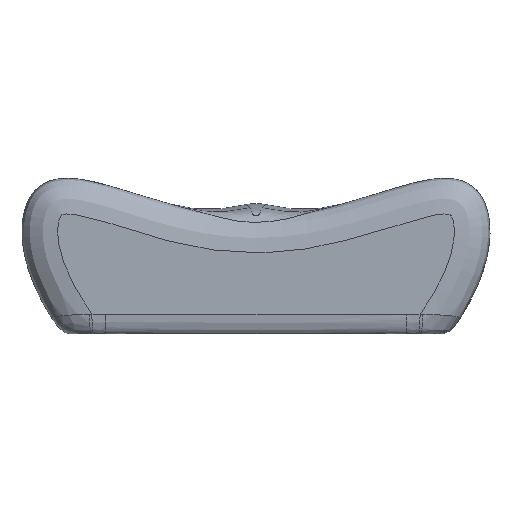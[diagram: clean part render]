
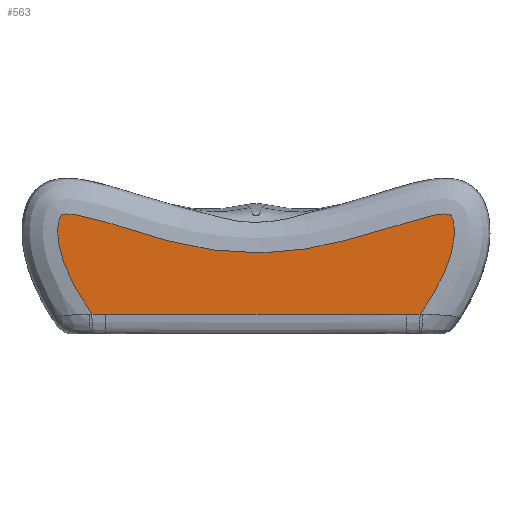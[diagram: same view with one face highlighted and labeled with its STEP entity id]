
A CAD part, left-side view. The second image highlights one B-rep face of the part: STEP entity #563.
In plain terms, the highlighted planar face has unit normal (-1, 0, 0).
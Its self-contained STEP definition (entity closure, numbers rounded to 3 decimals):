
#47=PLANE('',#592);
#84=FACE_OUTER_BOUND('',#121,.T.);
#121=EDGE_LOOP('',(#495,#496,#497,#498));
#141=B_SPLINE_CURVE_WITH_KNOTS('',3,(#1713,#1714,#1715,#1716,#1717,#1718,
#1719,#1720,#1721,#1722,#1723,#1724,#1725,#1726,#1727,#1728,#1729,#1730,
#1731,#1732,#1733,#1734,#1735,#1736,#1737,#1738,#1739,#1740,#1741,#1742,
#1743,#1744,#1745,#1746,#1747,#1748,#1749,#1750,#1751,#1752,#1753,#1754,
#1755,#1756,#1757,#1758,#1759,#1760,#1761,#1762,#1763,#1764,#1765,#1766,
#1767,#1768,#1769,#1770,#1771,#1772,#1773,#1774,#1775,#1776,#1777),
 .UNSPECIFIED.,.F.,.F.,(4,2,1,1,1,1,1,1,1,1,1,1,1,1,1,1,1,1,1,1,1,1,1,1,
1,1,1,1,1,1,1,1,1,1,1,1,1,1,1,1,1,1,1,1,1,1,1,1,1,1,1,1,1,1,1,1,1,1,1,2,
4),(-1.002,-1.,-0.961,-0.922,-0.903,
-0.883,-0.864,-0.844,-0.825,-0.806,
-0.796,-0.786,-0.776,-0.767,
-0.756,-0.744,-0.733,-0.722,
-0.711,-0.7,-0.689,-0.678,-0.667,
-0.656,-0.633,-0.611,-0.589,
-0.567,-0.544,-0.522,-0.5,-0.478,
-0.456,-0.433,-0.411,-0.389,
-0.367,-0.344,-0.333,-0.322,
-0.311,-0.3,-0.289,-0.278,-0.267,
-0.256,-0.244,-0.233,-0.224,
-0.214,-0.204,-0.194,-0.175,-0.156,
-0.136,-0.117,-0.097,-0.078,
-0.039,0.,0.002),.UNSPECIFIED.);
#168=B_SPLINE_CURVE_WITH_KNOTS('',3,(#2539,#2540,#2541,#2542),
 .UNSPECIFIED.,.F.,.F.,(4,4),(-2.469,-0.531),
 .UNSPECIFIED.);
#177=B_SPLINE_CURVE_WITH_KNOTS('',3,(#2769,#2770,#2771,#2772),
 .UNSPECIFIED.,.F.,.F.,(4,4),(-0.089,0.),
 .UNSPECIFIED.);
#185=B_SPLINE_CURVE_WITH_KNOTS('',3,(#2895,#2896,#2897,#2898),
 .UNSPECIFIED.,.F.,.F.,(4,4),(-0.279,-0.22),
 .UNSPECIFIED.);
#212=VERTEX_POINT('',#1706);
#213=VERTEX_POINT('',#1712);
#239=VERTEX_POINT('',#2530);
#240=VERTEX_POINT('',#2538);
#272=EDGE_CURVE('',#212,#213,#141,.T.);
#311=EDGE_CURVE('',#239,#240,#168,.T.);
#320=EDGE_CURVE('',#213,#239,#177,.T.);
#328=EDGE_CURVE('',#240,#212,#185,.T.);
#495=ORIENTED_EDGE('',*,*,#320,.F.);
#496=ORIENTED_EDGE('',*,*,#272,.F.);
#497=ORIENTED_EDGE('',*,*,#328,.F.);
#498=ORIENTED_EDGE('',*,*,#311,.F.);
#563=ADVANCED_FACE('',(#84),#47,.F.);
#592=AXIS2_PLACEMENT_3D('',#3469,#633,#634);
#633=DIRECTION('center_axis',(1.,0.,0.));
#634=DIRECTION('ref_axis',(0.,1.,0.));
#1706=CARTESIAN_POINT('',(0.,10.566,1.248));
#1712=CARTESIAN_POINT('',(0.,-10.566,1.248));
#1713=CARTESIAN_POINT('Ctrl Pts',(0.,10.566,1.248));
#1714=CARTESIAN_POINT('Ctrl Pts',(0.,10.584,1.274));
#1715=CARTESIAN_POINT('Ctrl Pts',(0.,10.602,1.299));
#1716=CARTESIAN_POINT('Ctrl Pts',(0.,11.028,1.903));
#1717=CARTESIAN_POINT('Ctrl Pts',(0.,11.72,3.013));
#1718=CARTESIAN_POINT('Ctrl Pts',(0.,12.288,4.268));
#1719=CARTESIAN_POINT('Ctrl Pts',(0.,12.576,5.175));
#1720=CARTESIAN_POINT('Ctrl Pts',(0.,12.713,5.8));
#1721=CARTESIAN_POINT('Ctrl Pts',(0.,12.776,6.36));
#1722=CARTESIAN_POINT('Ctrl Pts',(0.,12.774,6.842));
#1723=CARTESIAN_POINT('Ctrl Pts',(0.,12.72,7.229));
#1724=CARTESIAN_POINT('Ctrl Pts',(0.,12.649,7.454));
#1725=CARTESIAN_POINT('Ctrl Pts',(0.,12.596,7.568));
#1726=CARTESIAN_POINT('Ctrl Pts',(0.,12.563,7.623));
#1727=CARTESIAN_POINT('Ctrl Pts',(0.,12.541,7.651));
#1728=CARTESIAN_POINT('Ctrl Pts',(0.,12.531,7.66));
#1729=CARTESIAN_POINT('Ctrl Pts',(0.,12.53,7.66));
#1730=CARTESIAN_POINT('Ctrl Pts',(0.,12.527,7.662));
#1731=CARTESIAN_POINT('Ctrl Pts',(0.,12.499,7.675));
#1732=CARTESIAN_POINT('Ctrl Pts',(0.,12.421,7.696));
#1733=CARTESIAN_POINT('Ctrl Pts',(0.,12.279,7.713));
#1734=CARTESIAN_POINT('Ctrl Pts',(0.,12.064,7.717));
#1735=CARTESIAN_POINT('Ctrl Pts',(0.,11.776,7.695));
#1736=CARTESIAN_POINT('Ctrl Pts',(0.,11.418,7.642));
#1737=CARTESIAN_POINT('Ctrl Pts',(0.,10.997,7.555));
#1738=CARTESIAN_POINT('Ctrl Pts',(0.,10.358,7.396));
#1739=CARTESIAN_POINT('Ctrl Pts',(0.,9.428,7.121));
#1740=CARTESIAN_POINT('Ctrl Pts',(0.,8.141,6.708));
#1741=CARTESIAN_POINT('Ctrl Pts',(0.,6.709,6.263));
#1742=CARTESIAN_POINT('Ctrl Pts',(0.,5.154,5.84));
#1743=CARTESIAN_POINT('Ctrl Pts',(0.,3.499,5.488));
#1744=CARTESIAN_POINT('Ctrl Pts',(0.,1.77,5.255));
#1745=CARTESIAN_POINT('Ctrl Pts',(0.,0.,5.173));
#1746=CARTESIAN_POINT('Ctrl Pts',(0.,-1.77,5.255));
#1747=CARTESIAN_POINT('Ctrl Pts',(0.,-3.499,5.488));
#1748=CARTESIAN_POINT('Ctrl Pts',(0.,-5.154,5.84));
#1749=CARTESIAN_POINT('Ctrl Pts',(0.,-6.709,6.263));
#1750=CARTESIAN_POINT('Ctrl Pts',(0.,-8.141,6.708));
#1751=CARTESIAN_POINT('Ctrl Pts',(0.,-9.428,7.121));
#1752=CARTESIAN_POINT('Ctrl Pts',(0.,-10.358,7.396));
#1753=CARTESIAN_POINT('Ctrl Pts',(0.,-10.997,7.555));
#1754=CARTESIAN_POINT('Ctrl Pts',(0.,-11.418,7.642));
#1755=CARTESIAN_POINT('Ctrl Pts',(0.,-11.776,7.695));
#1756=CARTESIAN_POINT('Ctrl Pts',(0.,-12.064,7.717));
#1757=CARTESIAN_POINT('Ctrl Pts',(0.,-12.279,7.713));
#1758=CARTESIAN_POINT('Ctrl Pts',(0.,-12.421,7.696));
#1759=CARTESIAN_POINT('Ctrl Pts',(0.,-12.499,7.675));
#1760=CARTESIAN_POINT('Ctrl Pts',(0.,-12.527,7.662));
#1761=CARTESIAN_POINT('Ctrl Pts',(0.,-12.53,7.66));
#1762=CARTESIAN_POINT('Ctrl Pts',(0.,-12.531,7.66));
#1763=CARTESIAN_POINT('Ctrl Pts',(0.,-12.541,7.651));
#1764=CARTESIAN_POINT('Ctrl Pts',(0.,-12.563,7.623));
#1765=CARTESIAN_POINT('Ctrl Pts',(0.,-12.596,7.568));
#1766=CARTESIAN_POINT('Ctrl Pts',(0.,-12.649,7.454));
#1767=CARTESIAN_POINT('Ctrl Pts',(0.,-12.72,7.229));
#1768=CARTESIAN_POINT('Ctrl Pts',(0.,-12.774,6.842));
#1769=CARTESIAN_POINT('Ctrl Pts',(0.,-12.776,6.36));
#1770=CARTESIAN_POINT('Ctrl Pts',(0.,-12.713,5.8));
#1771=CARTESIAN_POINT('Ctrl Pts',(0.,-12.576,5.175));
#1772=CARTESIAN_POINT('Ctrl Pts',(0.,-12.288,4.268));
#1773=CARTESIAN_POINT('Ctrl Pts',(0.,-11.72,3.013));
#1774=CARTESIAN_POINT('Ctrl Pts',(0.,-11.028,1.903));
#1775=CARTESIAN_POINT('Ctrl Pts',(0.,-10.602,1.299));
#1776=CARTESIAN_POINT('Ctrl Pts',(0.,-10.584,1.274));
#1777=CARTESIAN_POINT('Ctrl Pts',(0.,-10.566,1.248));
#2530=CARTESIAN_POINT('',(0.,-9.686,1.25));
#2538=CARTESIAN_POINT('',(0.,9.686,1.25));
#2539=CARTESIAN_POINT('Ctrl Pts',(0.,-9.686,1.25));
#2540=CARTESIAN_POINT('Ctrl Pts',(0.,-3.229,1.25));
#2541=CARTESIAN_POINT('Ctrl Pts',(0.,3.229,1.25));
#2542=CARTESIAN_POINT('Ctrl Pts',(0.,9.686,1.25));
#2769=CARTESIAN_POINT('Ctrl Pts',(0.,-10.566,1.248));
#2770=CARTESIAN_POINT('Ctrl Pts',(0.,-10.275,1.251));
#2771=CARTESIAN_POINT('Ctrl Pts',(0.,-9.982,1.25));
#2772=CARTESIAN_POINT('Ctrl Pts',(0.,-9.686,1.25));
#2895=CARTESIAN_POINT('Ctrl Pts',(0.,9.686,1.25));
#2896=CARTESIAN_POINT('Ctrl Pts',(0.,9.975,1.25));
#2897=CARTESIAN_POINT('Ctrl Pts',(0.,10.267,1.251));
#2898=CARTESIAN_POINT('Ctrl Pts',(0.,10.566,1.248));
#3469=CARTESIAN_POINT('Origin',(0.,0.,5.052));
